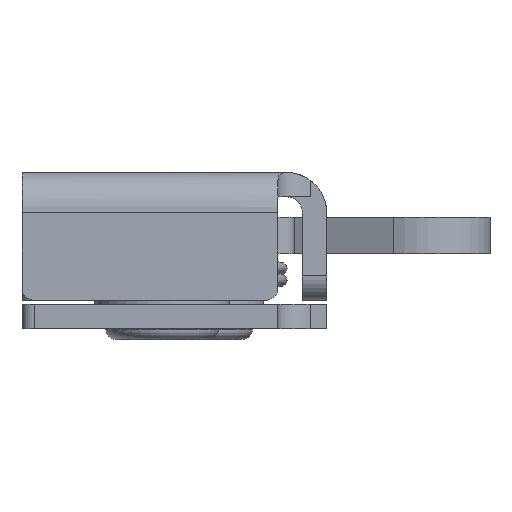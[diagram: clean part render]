
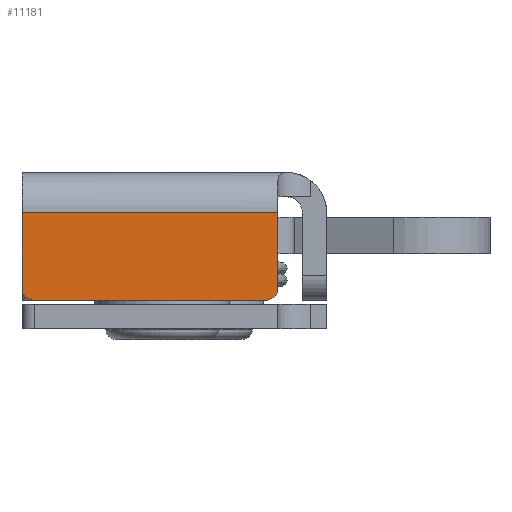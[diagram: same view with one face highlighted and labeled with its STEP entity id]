
A CAD part, left-side view. The second image highlights one B-rep face of the part: STEP entity #11181.
In plain terms, the highlighted planar face has unit normal (-1, 0, 0).
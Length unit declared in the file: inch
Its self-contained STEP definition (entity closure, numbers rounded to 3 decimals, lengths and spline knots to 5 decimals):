
#328=PLANE('',#11878);
#1262=LINE('',#19421,#2347);
#1265=LINE('',#19427,#2350);
#1266=LINE('',#19429,#2351);
#1267=LINE('',#19431,#2352);
#2347=VECTOR('',#13864,0.3937);
#2350=VECTOR('',#13869,0.3937);
#2351=VECTOR('',#13870,0.3937);
#2352=VECTOR('',#13871,0.3937);
#3157=FACE_OUTER_BOUND('',#3772,.T.);
#3772=EDGE_LOOP('',(#9016,#9017,#9018,#9019,#9020,#9021));
#4196=CIRCLE('',#11876,0.045);
#4197=CIRCLE('',#11879,0.045);
#5239=VERTEX_POINT('',#19414);
#5240=VERTEX_POINT('',#19416);
#5241=VERTEX_POINT('',#19420);
#5243=VERTEX_POINT('',#19426);
#5244=VERTEX_POINT('',#19428);
#5245=VERTEX_POINT('',#19430);
#6586=EDGE_CURVE('',#5239,#5240,#4196,.T.);
#6588=EDGE_CURVE('',#5241,#5240,#1262,.T.);
#6591=EDGE_CURVE('',#5243,#5239,#1265,.T.);
#6592=EDGE_CURVE('',#5244,#5243,#1266,.T.);
#6593=EDGE_CURVE('',#5244,#5245,#1267,.T.);
#6594=EDGE_CURVE('',#5241,#5245,#4197,.T.);
#9016=ORIENTED_EDGE('',*,*,#6586,.F.);
#9017=ORIENTED_EDGE('',*,*,#6591,.F.);
#9018=ORIENTED_EDGE('',*,*,#6592,.F.);
#9019=ORIENTED_EDGE('',*,*,#6593,.T.);
#9020=ORIENTED_EDGE('',*,*,#6594,.F.);
#9021=ORIENTED_EDGE('',*,*,#6588,.T.);
#11181=ADVANCED_FACE('',(#3157),#328,.T.);
#11876=AXIS2_PLACEMENT_3D('',#19417,#13859,#13860);
#11878=AXIS2_PLACEMENT_3D('',#19425,#13867,#13868);
#11879=AXIS2_PLACEMENT_3D('',#19432,#13872,#13873);
#13859=DIRECTION('center_axis',(1.,0.,0.));
#13860=DIRECTION('ref_axis',(0.,-0.707,-0.707));
#13864=DIRECTION('',(0.,-1.,0.));
#13867=DIRECTION('center_axis',(-1.,0.,0.));
#13868=DIRECTION('ref_axis',(0.,0.,
1.));
#13869=DIRECTION('',(0.,0.,-1.));
#13870=DIRECTION('',(0.,-1.,0.));
#13871=DIRECTION('',(0.,0.,-1.));
#13872=DIRECTION('center_axis',(1.,0.,0.));
#13873=DIRECTION('ref_axis',(0.,0.707,-0.707));
#19414=CARTESIAN_POINT('',(-1.61775,0.65646,-0.57924));
#19416=CARTESIAN_POINT('',(-1.61775,0.70146,-0.62424));
#19417=CARTESIAN_POINT('Origin',(-1.61775,0.70146,-0.57924));
#19420=CARTESIAN_POINT('',(-1.61775,1.55656,-0.62424));
#19421=CARTESIAN_POINT('',(-1.61775,0.65646,-0.62424));
#19425=CARTESIAN_POINT('Origin',(-1.61775,1.60156,-0.15204));
#19426=CARTESIAN_POINT('',(-1.61775,0.65646,-0.30104));
#19427=CARTESIAN_POINT('',(-1.61775,0.65646,-0.15204));
#19428=CARTESIAN_POINT('',(-1.61775,1.60156,-0.30104));
#19429=CARTESIAN_POINT('',(-1.61775,1.30454,-0.30104));
#19430=CARTESIAN_POINT('',(-1.61775,1.60156,-0.57924));
#19431=CARTESIAN_POINT('',(-1.61775,1.60156,-0.15204));
#19432=CARTESIAN_POINT('Origin',(-1.61775,1.55656,-0.57924));
